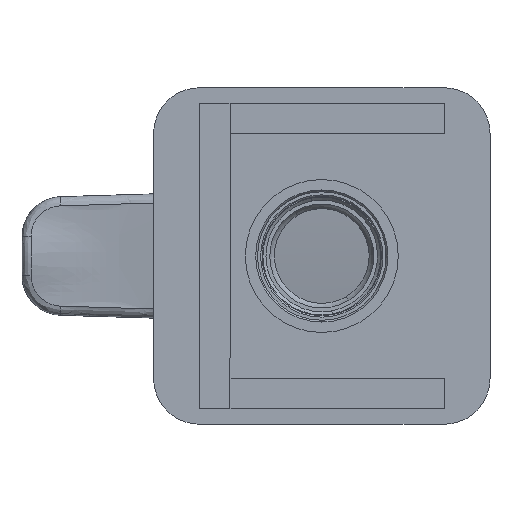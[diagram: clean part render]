
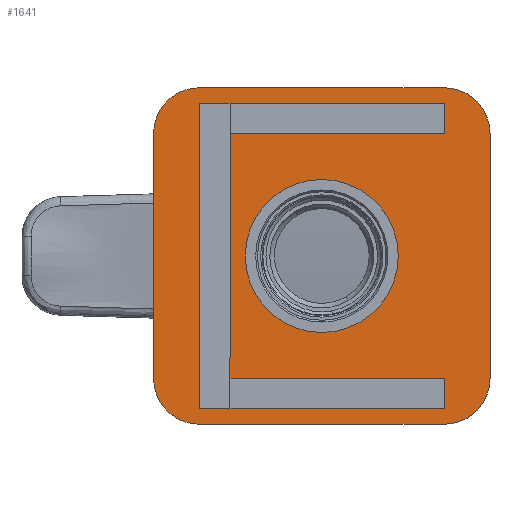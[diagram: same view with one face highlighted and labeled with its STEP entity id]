
A CAD part, left-side view. The second image highlights one B-rep face of the part: STEP entity #1641.
In plain terms, the highlighted planar face has unit normal (-1, 0, 0).
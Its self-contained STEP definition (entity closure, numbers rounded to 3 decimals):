
#29 = ORIENTED_EDGE ( 'NONE', *, *, #307, .T. ) ;
#32 = VECTOR ( 'NONE', #1807, 1000. ) ;
#140 = AXIS2_PLACEMENT_3D ( 'NONE', #1655, #5520, #7230 ) ;
#207 = EDGE_CURVE ( 'NONE', #4689, #3218, #4373, .T. ) ;
#229 = DIRECTION ( 'NONE',  ( -1., 0., 0. ) ) ;
#241 = CARTESIAN_POINT ( 'NONE',  ( 50., 25., 40. ) ) ;
#307 = EDGE_CURVE ( 'NONE', #364, #2719, #5605, .T. ) ;
#364 = VERTEX_POINT ( 'NONE', #935 ) ;
#415 = VERTEX_POINT ( 'NONE', #963 ) ;
#499 = CIRCLE ( 'NONE', #5784, 15. ) ;
#657 = CARTESIAN_POINT ( 'NONE',  ( 50., 25., 55. ) ) ;
#670 = LINE ( 'NONE', #2013, #7084 ) ;
#751 = DIRECTION ( 'NONE',  ( 0., 0., 1. ) ) ;
#779 = DIRECTION ( 'NONE',  ( 0., 0., 1. ) ) ;
#935 = CARTESIAN_POINT ( 'NONE',  ( 50., -70., 55. ) ) ;
#936 = EDGE_CURVE ( 'NONE', #5581, #364, #499, .T. ) ;
#963 = CARTESIAN_POINT ( 'NONE',  ( 50., 10., -55. ) ) ;
#1344 = CIRCLE ( 'NONE', #5813, 15. ) ;
#1384 = FACE_OUTER_BOUND ( 'NONE', #3873, .T. ) ;
#1391 = VECTOR ( 'NONE', #3734, 1000. ) ;
#1451 = ORIENTED_EDGE ( 'NONE', *, *, #936, .T. ) ;
#1499 = DIRECTION ( 'NONE',  ( -1., 0., 0. ) ) ;
#1521 = DIRECTION ( 'NONE',  ( 0., 0., 1. ) ) ;
#1641 = ADVANCED_FACE ( 'NONE', ( #5512, #1384 ), #3177, .T. ) ;
#1655 = CARTESIAN_POINT ( 'NONE',  ( 50., -30., 0. ) ) ;
#1789 = EDGE_CURVE ( 'NONE', #5371, #5581, #670, .T. ) ;
#1807 = DIRECTION ( 'NONE',  ( 0., -1., 0. ) ) ;
#1901 = LINE ( 'NONE', #5778, #32 ) ;
#1971 = ORIENTED_EDGE ( 'NONE', *, *, #3005, .T. ) ;
#2013 = CARTESIAN_POINT ( 'NONE',  ( 50., -85., -55. ) ) ;
#2198 = AXIS2_PLACEMENT_3D ( 'NONE', #3724, #2594, #4831 ) ;
#2264 = CIRCLE ( 'NONE', #3916, 15. ) ;
#2455 = CARTESIAN_POINT ( 'NONE',  ( 50., -30., -21.25 ) ) ;
#2571 = CARTESIAN_POINT ( 'NONE',  ( 50., 10., -40. ) ) ;
#2594 = DIRECTION ( 'NONE',  ( -1., 0., 0. ) ) ;
#2606 = CIRCLE ( 'NONE', #140, 21.25 ) ;
#2624 = ORIENTED_EDGE ( 'NONE', *, *, #207, .T. ) ;
#2652 = VERTEX_POINT ( 'NONE', #6023 ) ;
#2719 = VERTEX_POINT ( 'NONE', #3758 ) ;
#2911 = EDGE_CURVE ( 'NONE', #4231, #5680, #2606, .T. ) ;
#3005 = EDGE_CURVE ( 'NONE', #2719, #4689, #2264, .T. ) ;
#3039 = CARTESIAN_POINT ( 'NONE',  ( 50., -70., 40. ) ) ;
#3053 = CARTESIAN_POINT ( 'NONE',  ( 50., -70., -40. ) ) ;
#3167 = CARTESIAN_POINT ( 'NONE',  ( 50., 25., -40. ) ) ;
#3177 = PLANE ( 'NONE',  #4238 ) ;
#3189 = EDGE_CURVE ( 'NONE', #5680, #4231, #4344, .T. ) ;
#3198 = ORIENTED_EDGE ( 'NONE', *, *, #3189, .F. ) ;
#3218 = VERTEX_POINT ( 'NONE', #3167 ) ;
#3483 = EDGE_CURVE ( 'NONE', #415, #2652, #1901, .T. ) ;
#3530 = DIRECTION ( 'NONE',  ( 0., 0., 1. ) ) ;
#3710 = EDGE_CURVE ( 'NONE', #3218, #415, #6099, .T. ) ;
#3724 = CARTESIAN_POINT ( 'NONE',  ( 50., -30., 0. ) ) ;
#3734 = DIRECTION ( 'NONE',  ( 0., 1., 0. ) ) ;
#3758 = CARTESIAN_POINT ( 'NONE',  ( 50., 10., 55. ) ) ;
#3773 = CARTESIAN_POINT ( 'NONE',  ( 50., 10., 40. ) ) ;
#3873 = EDGE_LOOP ( 'NONE', ( #29, #1971, #2624, #5971, #6556, #5630, #7220, #1451 ) ) ;
#3916 = AXIS2_PLACEMENT_3D ( 'NONE', #3773, #5539, #5587 ) ;
#4231 = VERTEX_POINT ( 'NONE', #5295 ) ;
#4238 = AXIS2_PLACEMENT_3D ( 'NONE', #4285, #6508, #6460 ) ;
#4285 = CARTESIAN_POINT ( 'NONE',  ( 50., -30., 0. ) ) ;
#4344 = CIRCLE ( 'NONE', #2198, 21.25 ) ;
#4373 = LINE ( 'NONE', #657, #5869 ) ;
#4689 = VERTEX_POINT ( 'NONE', #241 ) ;
#4831 = DIRECTION ( 'NONE',  ( 0., 0., 1. ) ) ;
#5108 = DIRECTION ( 'NONE',  ( 0., 0., -1. ) ) ;
#5295 = CARTESIAN_POINT ( 'NONE',  ( 50., -30., 21.25 ) ) ;
#5371 = VERTEX_POINT ( 'NONE', #6671 ) ;
#5512 = FACE_BOUND ( 'NONE', #5533, .T. ) ;
#5520 = DIRECTION ( 'NONE',  ( -1., 0., 0. ) ) ;
#5533 = EDGE_LOOP ( 'NONE', ( #7136, #3198 ) ) ;
#5539 = DIRECTION ( 'NONE',  ( -1., 0., 0. ) ) ;
#5581 = VERTEX_POINT ( 'NONE', #6327 ) ;
#5587 = DIRECTION ( 'NONE',  ( 0., 0., 1. ) ) ;
#5605 = LINE ( 'NONE', #6533, #1391 ) ;
#5630 = ORIENTED_EDGE ( 'NONE', *, *, #7225, .T. ) ;
#5680 = VERTEX_POINT ( 'NONE', #2455 ) ;
#5778 = CARTESIAN_POINT ( 'NONE',  ( 50., 25., -55. ) ) ;
#5784 = AXIS2_PLACEMENT_3D ( 'NONE', #3039, #6364, #3530 ) ;
#5813 = AXIS2_PLACEMENT_3D ( 'NONE', #3053, #229, #751 ) ;
#5869 = VECTOR ( 'NONE', #5108, 1000. ) ;
#5971 = ORIENTED_EDGE ( 'NONE', *, *, #3710, .T. ) ;
#6023 = CARTESIAN_POINT ( 'NONE',  ( 50., -70., -55. ) ) ;
#6099 = CIRCLE ( 'NONE', #7205, 15. ) ;
#6327 = CARTESIAN_POINT ( 'NONE',  ( 50., -85., 40. ) ) ;
#6364 = DIRECTION ( 'NONE',  ( -1., 0., 0. ) ) ;
#6460 = DIRECTION ( 'NONE',  ( 0., 0., 1. ) ) ;
#6508 = DIRECTION ( 'NONE',  ( -1., 0., 0. ) ) ;
#6533 = CARTESIAN_POINT ( 'NONE',  ( 50., -85., 55. ) ) ;
#6556 = ORIENTED_EDGE ( 'NONE', *, *, #3483, .T. ) ;
#6671 = CARTESIAN_POINT ( 'NONE',  ( 50., -85., -40. ) ) ;
#7084 = VECTOR ( 'NONE', #779, 1000. ) ;
#7136 = ORIENTED_EDGE ( 'NONE', *, *, #2911, .F. ) ;
#7205 = AXIS2_PLACEMENT_3D ( 'NONE', #2571, #1499, #1521 ) ;
#7220 = ORIENTED_EDGE ( 'NONE', *, *, #1789, .T. ) ;
#7225 = EDGE_CURVE ( 'NONE', #2652, #5371, #1344, .T. ) ;
#7230 = DIRECTION ( 'NONE',  ( 0., 0., 1. ) ) ;
